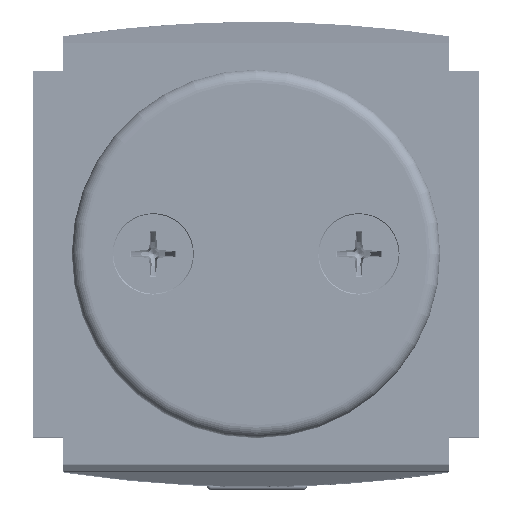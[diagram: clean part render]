
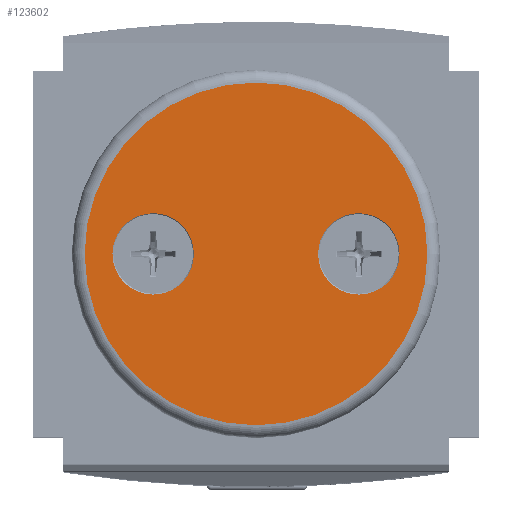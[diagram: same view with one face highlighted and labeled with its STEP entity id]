
A CAD part, top view. The second image highlights one B-rep face of the part: STEP entity #123602.
In plain terms, the highlighted planar face has unit normal (0, 0, 1).
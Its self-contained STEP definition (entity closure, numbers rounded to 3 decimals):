
#123540=CARTESIAN_POINT('',(20.0,0.,5.0));
#123541=VERTEX_POINT('',#123540);
#123542=CARTESIAN_POINT('',(0.0,0.0,5.0));
#123543=DIRECTION('',(0.0,0.0,-1.0));
#123544=DIRECTION('',(-1.0,0.0,0.0));
#123545=AXIS2_PLACEMENT_3D('',#123542,#123543,#123544);
#123546=CIRCLE('',#123545,20.0);
#123547=EDGE_CURVE('',#123541,#123541,#123546,.T.);
#123572=CARTESIAN_POINT('',(0.0,0.0,5.0));
#123573=DIRECTION('',(0.0,0.0,-1.0));
#123574=DIRECTION('',(-1.0,0.0,0.0));
#123575=AXIS2_PLACEMENT_3D('',#123572,#123573,#123574);
#123576=PLANE('',#123575);
#123577=ORIENTED_EDGE('',*,*,#123547,.F.);
#123578=EDGE_LOOP('',(#123577));
#123579=FACE_OUTER_BOUND('',#123578,.T.);
#123580=CARTESIAN_POINT('',(-7.25,0.0,5.0));
#123581=VERTEX_POINT('',#123580);
#123582=CARTESIAN_POINT('',(-12.,0.0,5.0));
#123583=DIRECTION('',(0.0,0.0,-1.0));
#123584=DIRECTION('',(1.0,0.0,0.0));
#123585=AXIS2_PLACEMENT_3D('',#123582,#123583,#123584);
#123586=CIRCLE('',#123585,4.75);
#123587=EDGE_CURVE('',#123581,#123581,#123586,.T.);
#123588=ORIENTED_EDGE('',*,*,#123587,.T.);
#123589=EDGE_LOOP('',(#123588));
#123590=FACE_BOUND('',#123589,.T.);
#123591=CARTESIAN_POINT('',(16.75,0.0,5.0));
#123592=VERTEX_POINT('',#123591);
#123593=CARTESIAN_POINT('',(12.,0.0,5.0));
#123594=DIRECTION('',(0.0,0.0,-1.0));
#123595=DIRECTION('',(1.0,0.0,0.0));
#123596=AXIS2_PLACEMENT_3D('',#123593,#123594,#123595);
#123597=CIRCLE('',#123596,4.75);
#123598=EDGE_CURVE('',#123592,#123592,#123597,.T.);
#123599=ORIENTED_EDGE('',*,*,#123598,.T.);
#123600=EDGE_LOOP('',(#123599));
#123601=FACE_BOUND('',#123600,.T.);
#123602=ADVANCED_FACE('',(#123579,#123590,#123601),#123576,.F.);
